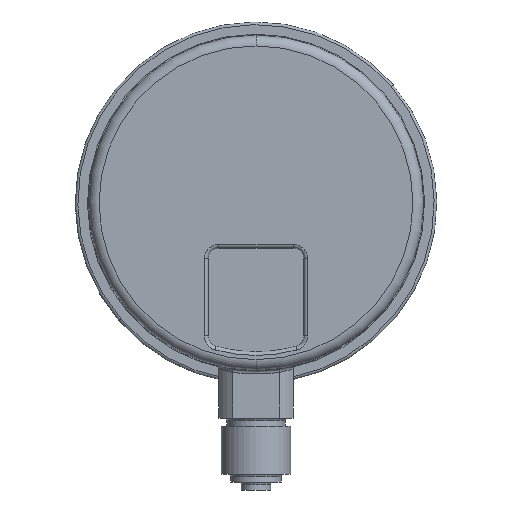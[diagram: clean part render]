
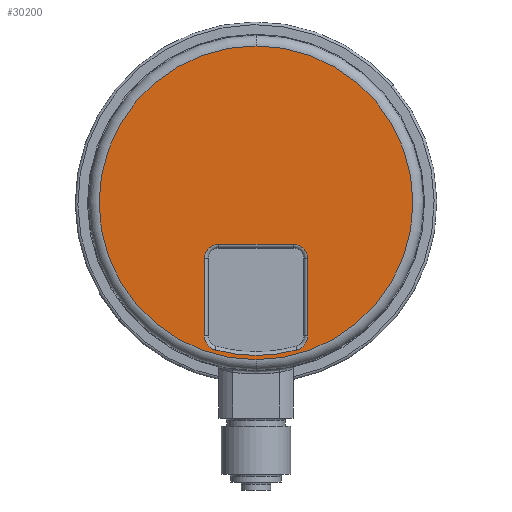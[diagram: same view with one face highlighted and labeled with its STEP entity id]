
A CAD part, front view. The second image highlights one B-rep face of the part: STEP entity #30200.
In plain terms, the highlighted planar face has unit normal (0, -1, 0).
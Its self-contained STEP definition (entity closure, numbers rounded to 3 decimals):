
#57 = EDGE_CURVE ( 'NONE', #7582, #16726, #24714, .T. ) ;
#411 = EDGE_LOOP ( 'NONE', ( #20655, #17951, #4112, #28724, #17424, #30212, #18775, #14720 ) ) ;
#564 = CARTESIAN_POINT ( 'NONE',  ( 0., 0., 0. ) ) ;
#716 = AXIS2_PLACEMENT_3D ( 'NONE', #16626, #4707, #7558 ) ;
#1717 = CARTESIAN_POINT ( 'NONE',  ( -9.7, 0., -10.514 ) ) ;
#1755 = PLANE ( 'NONE',  #10689 ) ;
#1825 = CARTESIAN_POINT ( 'NONE',  ( -7.727, 0., -27.64 ) ) ;
#2364 = CARTESIAN_POINT ( 'NONE',  ( -9.7, 0., 0. ) ) ;
#2374 = DIRECTION ( 'NONE',  ( 0., 0., 1. ) ) ;
#3042 = AXIS2_PLACEMENT_3D ( 'NONE', #6860, #16521, #11489 ) ;
#3103 = CARTESIAN_POINT ( 'NONE',  ( 7.727, 0., -27.64 ) ) ;
#3129 = AXIS2_PLACEMENT_3D ( 'NONE', #564, #25101, #12603 ) ;
#4112 = ORIENTED_EDGE ( 'NONE', *, *, #20214, .T. ) ;
#4238 = VERTEX_POINT ( 'NONE', #14341 ) ;
#4271 = DIRECTION ( 'NONE',  ( 0., 0., 1. ) ) ;
#4461 = DIRECTION ( 'NONE',  ( 0., 1., 0. ) ) ;
#4707 = DIRECTION ( 'NONE',  ( 0., 1., 0. ) ) ;
#5721 = EDGE_CURVE ( 'NONE', #29353, #26267, #12827, .T. ) ;
#6141 = DIRECTION ( 'NONE',  ( 1., 0., 0. ) ) ;
#6149 = EDGE_CURVE ( 'NONE', #26267, #29353, #20062, .T. ) ;
#6254 = DIRECTION ( 'NONE',  ( 0., 1., 0. ) ) ;
#6474 = CARTESIAN_POINT ( 'NONE',  ( 0., 0., 0. ) ) ;
#6777 = ORIENTED_EDGE ( 'NONE', *, *, #6149, .F. ) ;
#6860 = CARTESIAN_POINT ( 'NONE',  ( 7., 0., -10.514 ) ) ;
#7451 = DIRECTION ( 'NONE',  ( 0., 0., 1. ) ) ;
#7558 = DIRECTION ( 'NONE',  ( 0., 0., 1. ) ) ;
#7576 = DIRECTION ( 'NONE',  ( 0., 0., -1. ) ) ;
#7582 = VERTEX_POINT ( 'NONE', #1717 ) ;
#8287 = CARTESIAN_POINT ( 'NONE',  ( -9.7, 0., -25.04 ) ) ;
#9167 = EDGE_LOOP ( 'NONE', ( #6777, #13780 ) ) ;
#9278 = CARTESIAN_POINT ( 'NONE',  ( 0., 0., 0. ) ) ;
#9634 = DIRECTION ( 'NONE',  ( 0., 1., 0. ) ) ;
#9744 = AXIS2_PLACEMENT_3D ( 'NONE', #26652, #9634, #11873 ) ;
#10268 = CARTESIAN_POINT ( 'NONE',  ( 9.7, 0., -25.04 ) ) ;
#10689 = AXIS2_PLACEMENT_3D ( 'NONE', #9278, #4461, #2374 ) ;
#10793 = DIRECTION ( 'NONE',  ( 0., 1., 0. ) ) ;
#11094 = CARTESIAN_POINT ( 'NONE',  ( 0., 0., -7.814 ) ) ;
#11489 = DIRECTION ( 'NONE',  ( 0., 0., 1. ) ) ;
#11824 = CIRCLE ( 'NONE', #19092, 28.7 ) ;
#11873 = DIRECTION ( 'NONE',  ( 0., 0., 1. ) ) ;
#11959 = CARTESIAN_POINT ( 'NONE',  ( 0., 0., 29.5 ) ) ;
#12603 = DIRECTION ( 'NONE',  ( 0., 0., 1. ) ) ;
#12827 = CIRCLE ( 'NONE', #3129, 29.5 ) ;
#13348 = EDGE_CURVE ( 'NONE', #20484, #28288, #11824, .T. ) ;
#13406 = EDGE_CURVE ( 'NONE', #25056, #25822, #31860, .T. ) ;
#13780 = ORIENTED_EDGE ( 'NONE', *, *, #5721, .F. ) ;
#14127 = VERTEX_POINT ( 'NONE', #8287 ) ;
#14173 = DIRECTION ( 'NONE',  ( 0., 1., 0. ) ) ;
#14341 = CARTESIAN_POINT ( 'NONE',  ( 7., 0., -7.814 ) ) ;
#14720 = ORIENTED_EDGE ( 'NONE', *, *, #21483, .T. ) ;
#15808 = CARTESIAN_POINT ( 'NONE',  ( -7., 0., -10.514 ) ) ;
#16521 = DIRECTION ( 'NONE',  ( 0., 1., 0. ) ) ;
#16626 = CARTESIAN_POINT ( 'NONE',  ( 7., 0., -25.04 ) ) ;
#16726 = VERTEX_POINT ( 'NONE', #24959 ) ;
#17130 = LINE ( 'NONE', #2364, #23955 ) ;
#17424 = ORIENTED_EDGE ( 'NONE', *, *, #13406, .T. ) ;
#17951 = ORIENTED_EDGE ( 'NONE', *, *, #57, .T. ) ;
#18775 = ORIENTED_EDGE ( 'NONE', *, *, #13348, .T. ) ;
#19092 = AXIS2_PLACEMENT_3D ( 'NONE', #6474, #14173, #4271 ) ;
#19563 = AXIS2_PLACEMENT_3D ( 'NONE', #15808, #10793, #20707 ) ;
#20016 = CIRCLE ( 'NONE', #3042, 2.7 ) ;
#20062 = CIRCLE ( 'NONE', #30447, 29.5 ) ;
#20214 = EDGE_CURVE ( 'NONE', #16726, #4238, #25888, .T. ) ;
#20393 = EDGE_CURVE ( 'NONE', #25822, #20484, #25401, .T. ) ;
#20484 = VERTEX_POINT ( 'NONE', #3103 ) ;
#20655 = ORIENTED_EDGE ( 'NONE', *, *, #26317, .T. ) ;
#20707 = DIRECTION ( 'NONE',  ( 0., 0., 1. ) ) ;
#21117 = CARTESIAN_POINT ( 'NONE',  ( 0., 0., 0. ) ) ;
#21483 = EDGE_CURVE ( 'NONE', #28288, #14127, #30928, .T. ) ;
#21864 = FACE_BOUND ( 'NONE', #411, .T. ) ;
#22860 = VECTOR ( 'NONE', #6141, 1000. ) ;
#23955 = VECTOR ( 'NONE', #7451, 1000. ) ;
#24714 = CIRCLE ( 'NONE', #19563, 2.7 ) ;
#24959 = CARTESIAN_POINT ( 'NONE',  ( -7., 0., -7.814 ) ) ;
#25025 = CARTESIAN_POINT ( 'NONE',  ( 0., 0., -29.5 ) ) ;
#25056 = VERTEX_POINT ( 'NONE', #26297 ) ;
#25101 = DIRECTION ( 'NONE',  ( 0., 1., 0. ) ) ;
#25401 = CIRCLE ( 'NONE', #716, 2.7 ) ;
#25822 = VERTEX_POINT ( 'NONE', #10268 ) ;
#25888 = LINE ( 'NONE', #11094, #22860 ) ;
#26267 = VERTEX_POINT ( 'NONE', #11959 ) ;
#26297 = CARTESIAN_POINT ( 'NONE',  ( 9.7, 0., -10.514 ) ) ;
#26317 = EDGE_CURVE ( 'NONE', #14127, #7582, #17130, .T. ) ;
#26652 = CARTESIAN_POINT ( 'NONE',  ( -7., 0., -25.04 ) ) ;
#26872 = VECTOR ( 'NONE', #7576, 1000. ) ;
#27031 = CARTESIAN_POINT ( 'NONE',  ( 9.7, 0., 0. ) ) ;
#28253 = DIRECTION ( 'NONE',  ( 0., 0., 1. ) ) ;
#28288 = VERTEX_POINT ( 'NONE', #1825 ) ;
#28724 = ORIENTED_EDGE ( 'NONE', *, *, #30203, .T. ) ;
#29353 = VERTEX_POINT ( 'NONE', #25025 ) ;
#30200 = ADVANCED_FACE ( 'NONE', ( #21864, #31441 ), #1755, .F. ) ;
#30203 = EDGE_CURVE ( 'NONE', #4238, #25056, #20016, .T. ) ;
#30212 = ORIENTED_EDGE ( 'NONE', *, *, #20393, .T. ) ;
#30447 = AXIS2_PLACEMENT_3D ( 'NONE', #21117, #6254, #28253 ) ;
#30928 = CIRCLE ( 'NONE', #9744, 2.7 ) ;
#31441 = FACE_OUTER_BOUND ( 'NONE', #9167, .T. ) ;
#31860 = LINE ( 'NONE', #27031, #26872 ) ;
